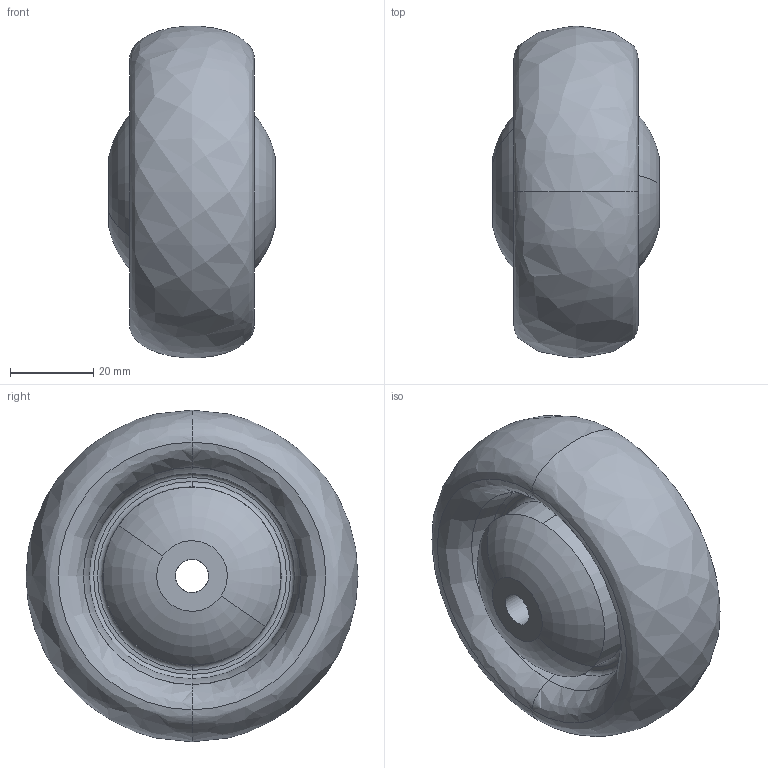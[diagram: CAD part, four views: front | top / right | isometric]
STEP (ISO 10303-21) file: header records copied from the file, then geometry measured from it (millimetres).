
FILE_DESCRIPTION (( 'STEP AP214' ), '1' );
FILE_NAME ('0024981.step', '2021-03-12T11:09:35', ( '' ), ( '' ), 'SwSTEP 2.0', 'SolidWorks 2020', '' );
FILE_SCHEMA (( 'AUTOMOTIVE_DESIGN' ));
Length unit declared in the file: millimetre
Products named in the file (1): 0024981
Bounding box: 40 x 80 x 79.91 mm (x, y, z)
Volume: 118702.6 mm3; surface area: 36622.3 mm2
Topology: 8 solids, 8 shells, 114 faces, 228 edges, 138 vertices
Faces by surface type: cylinder 38, torus 34, plane 24, cone 12, bspline 6
Entity records: 4314 total; most frequent: DIRECTION 612, CARTESIAN_POINT 589, ORIENTED_EDGE 456, AXIS2_PLACEMENT_3D 281, EDGE_CURVE 228, CIRCLE 172, VERTEX_POINT 138, EDGE_LOOP 138
